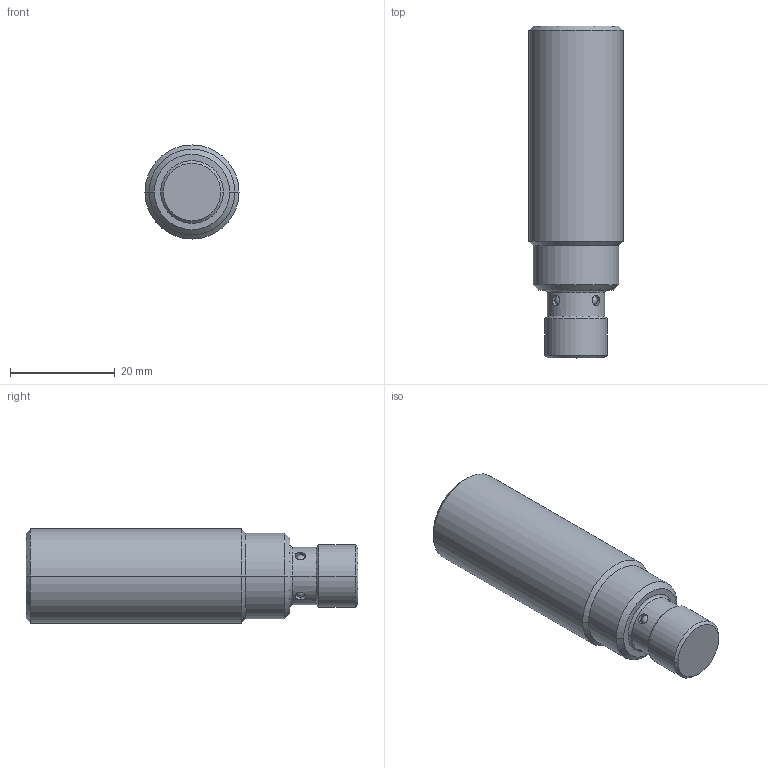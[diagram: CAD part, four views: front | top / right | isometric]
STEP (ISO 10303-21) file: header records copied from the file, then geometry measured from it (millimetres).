
FILE_DESCRIPTION((''),'2;1');
FILE_NAME('DW-LS-703-M18-002','2010-11-23T',('Ingenieurbuero Eiseler'),('Pepperl+Fuchs'),'PRO/ENGINEER BY PARAMETRIC TECHNOLOGY CORPORATION, 2007250','PRO/ENGINEER BY PARAMETRIC TECHNOLOGY CORPORATION, 2007250','');
FILE_SCHEMA(('CONFIG_CONTROL_DESIGN'));
Length unit declared in the file: millimetre
Products named in the file (1): DW-LS-703-M18-002
Bounding box: 18 x 63.5 x 18 mm (x, y, z)
Volume: 13789.6 mm3; surface area: 3737 mm2
Topology: 1 solids, 1 shells, 39 faces, 124 edges, 96 vertices
Faces by surface type: cylinder 16, cone 10, plane 7, sphere 4, torus 2
Entity records: 2029 total; most frequent: CARTESIAN_POINT 444, DIRECTION 254, ORIENTED_EDGE 152, PRESENTATION_STYLE_ASSIGNMENT 138, STYLED_ITEM 138, CURVE_STYLE 131, AXIS2_PLACEMENT_3D 98, EDGE_CURVE 76
